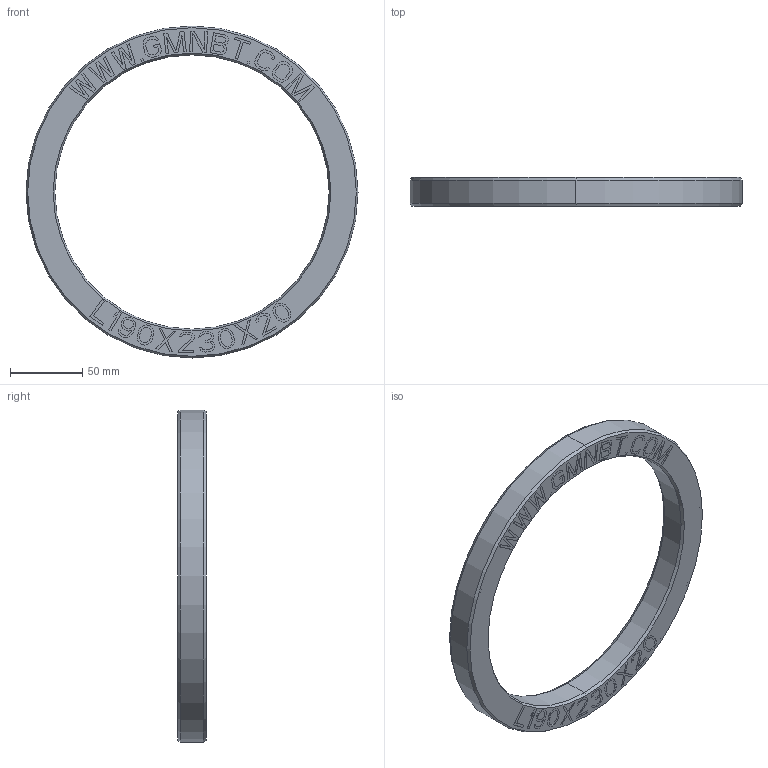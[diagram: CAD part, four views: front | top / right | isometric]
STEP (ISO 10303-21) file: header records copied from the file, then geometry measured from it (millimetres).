
FILE_DESCRIPTION((''),'2;1');
FILE_NAME('L190X230X20_PRT','2014-11-17T',('sales 4'),(''),'PRO/ENGINEER BY PARAMETRIC TECHNOLOGY CORPORATION, 2013150','PRO/ENGINEER BY PARAMETRIC TECHNOLOGY CORPORATION, 2013150','');
FILE_SCHEMA(('AUTOMOTIVE_DESIGN { 1 0 10303 214 1 1 1 1 }'));
Length unit declared in the file: millimetre
Products named in the file (1): L190X230X20_PRT
Bounding box: 230 x 20.08 x 230 mm (x, y, z)
Volume: 255485.9 mm3; surface area: 86843.1 mm2
Topology: 1 solids, 2 shells, 713 faces, 1964 edges, 1284 vertices
Faces by surface type: plane 633, cone 40, torus 32, cylinder 8
Entity records: 30045 total; most frequent: CARTESIAN_POINT 3963, ORIENTED_EDGE 3928, DIRECTION 3506, PRESENTATION_STYLE_ASSIGNMENT 2120, STYLED_ITEM 1965, CURVE_STYLE 1964, EDGE_CURVE 1964, VECTOR 1848
